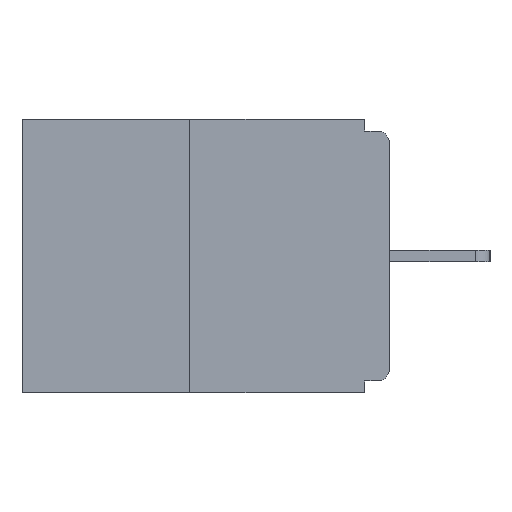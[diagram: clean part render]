
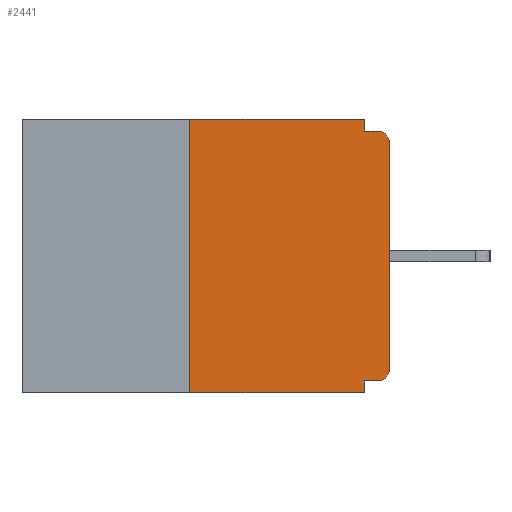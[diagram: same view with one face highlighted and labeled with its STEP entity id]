
A CAD part, left-side view. The second image highlights one B-rep face of the part: STEP entity #2441.
In plain terms, the highlighted planar face has unit normal (-1, 0, 0).
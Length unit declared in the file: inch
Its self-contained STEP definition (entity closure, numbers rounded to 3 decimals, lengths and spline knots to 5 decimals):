
#55 = VERTEX_POINT ( 'NONE', #5236 ) ;
#444 = LINE ( 'NONE', #9296, #2197 ) ;
#744 = PLANE ( 'NONE',  #1287 ) ;
#1131 = VECTOR ( 'NONE', #9782, 39.37008 ) ;
#1287 = AXIS2_PLACEMENT_3D ( 'NONE', #10956, #3516, #3590 ) ;
#1392 = CARTESIAN_POINT ( 'NONE',  ( 0., 0.031, -0.328 ) ) ;
#1544 = CARTESIAN_POINT ( 'NONE',  ( 0., 0., -0.015 ) ) ;
#1626 = EDGE_CURVE ( 'NONE', #7025, #55, #9265, .T. ) ;
#1675 = VERTEX_POINT ( 'NONE', #5837 ) ;
#1703 = CARTESIAN_POINT ( 'NONE',  ( 0., 0.031, -0.343 ) ) ;
#1874 = DIRECTION ( 'NONE',  ( 0., -1., 0. ) ) ;
#1989 = EDGE_CURVE ( 'NONE', #7025, #7695, #6510, .T. ) ;
#2019 = CARTESIAN_POINT ( 'NONE',  ( 0., 0., -0.313 ) ) ;
#2071 = CARTESIAN_POINT ( 'NONE',  ( 0., 0.015, -0.328 ) ) ;
#2117 = EDGE_CURVE ( 'NONE', #8973, #7695, #7115, .T. ) ;
#2169 = EDGE_LOOP ( 'NONE', ( #9421, #9456, #9540, #9667, #9684, #9692, #9713, #9737, #9829, #9953 ) ) ;
#2178 = VERTEX_POINT ( 'NONE', #8726 ) ;
#2196 = EDGE_CURVE ( 'NONE', #5466, #10773, #8177, .T. ) ;
#2197 = VECTOR ( 'NONE', #10714, 39.37008 ) ;
#2395 = VERTEX_POINT ( 'NONE', #2071 ) ;
#2441 = ADVANCED_FACE ( 'NONE', ( #3254 ), #744, .F. ) ;
#3254 = FACE_OUTER_BOUND ( 'NONE', #2169, .T. ) ;
#3516 = DIRECTION ( 'NONE',  ( 1., 0., 0. ) ) ;
#3590 = DIRECTION ( 'NONE',  ( 0., 0., -1. ) ) ;
#4234 = CARTESIAN_POINT ( 'NONE',  ( 0., 0.031, 0. ) ) ;
#4553 = DIRECTION ( 'NONE',  ( 0., 0., -1. ) ) ;
#4565 = DIRECTION ( 'NONE',  ( -1., 0., 0. ) ) ;
#4621 = CARTESIAN_POINT ( 'NONE',  ( 0., 0.015, -0.03 ) ) ;
#4773 = DIRECTION ( 'NONE',  ( 0., 0., -1. ) ) ;
#4917 = VECTOR ( 'NONE', #10225, 39.37008 ) ;
#5004 = EDGE_CURVE ( 'NONE', #2395, #5451, #6447, .T. ) ;
#5022 = LINE ( 'NONE', #7027, #8977 ) ;
#5226 = AXIS2_PLACEMENT_3D ( 'NONE', #9170, #7580, #4773 ) ;
#5236 = CARTESIAN_POINT ( 'NONE',  ( 0., 0.25, 0. ) ) ;
#5244 = AXIS2_PLACEMENT_3D ( 'NONE', #4621, #4565, #4553 ) ;
#5451 = VERTEX_POINT ( 'NONE', #2019 ) ;
#5466 = VERTEX_POINT ( 'NONE', #4234 ) ;
#5837 = CARTESIAN_POINT ( 'NONE',  ( 0., 0., -0.03 ) ) ;
#6005 = VECTOR ( 'NONE', #10313, 39.37008 ) ;
#6147 = EDGE_CURVE ( 'NONE', #2395, #8973, #8076, .T. ) ;
#6254 = VECTOR ( 'NONE', #6384, 39.37008 ) ;
#6384 = DIRECTION ( 'NONE',  ( 0., -1., 0. ) ) ;
#6409 = CARTESIAN_POINT ( 'NONE',  ( 0., 0.46, -0.343 ) ) ;
#6447 = CIRCLE ( 'NONE', #5226, 0.015 ) ;
#6510 = LINE ( 'NONE', #6409, #6254 ) ;
#6543 = EDGE_CURVE ( 'NONE', #10773, #2178, #8306, .T. ) ;
#6747 = EDGE_CURVE ( 'NONE', #1675, #2178, #9800, .T. ) ;
#7025 = VERTEX_POINT ( 'NONE', #8010 ) ;
#7027 = CARTESIAN_POINT ( 'NONE',  ( 0., 0.46, 0. ) ) ;
#7115 = LINE ( 'NONE', #10366, #4917 ) ;
#7565 = EDGE_CURVE ( 'NONE', #55, #5466, #5022, .T. ) ;
#7574 = EDGE_CURVE ( 'NONE', #5451, #1675, #444, .T. ) ;
#7580 = DIRECTION ( 'NONE',  ( -1., 0., 0. ) ) ;
#7695 = VERTEX_POINT ( 'NONE', #1703 ) ;
#7776 = DIRECTION ( 'NONE',  ( 0., -1., 0. ) ) ;
#8010 = CARTESIAN_POINT ( 'NONE',  ( 0., 0.25, -0.343 ) ) ;
#8064 = VECTOR ( 'NONE', #1874, 39.37008 ) ;
#8076 = LINE ( 'NONE', #10215, #6005 ) ;
#8177 = LINE ( 'NONE', #9498, #1131 ) ;
#8306 = LINE ( 'NONE', #1544, #8064 ) ;
#8726 = CARTESIAN_POINT ( 'NONE',  ( 0., 0.015, -0.015 ) ) ;
#8973 = VERTEX_POINT ( 'NONE', #1392 ) ;
#8977 = VECTOR ( 'NONE', #7776, 39.37008 ) ;
#9029 = VECTOR ( 'NONE', #9675, 39.37008 ) ;
#9132 = CARTESIAN_POINT ( 'NONE',  ( 0., 0.25, 0. ) ) ;
#9170 = CARTESIAN_POINT ( 'NONE',  ( 0., 0.015, -0.313 ) ) ;
#9265 = LINE ( 'NONE', #9132, #9029 ) ;
#9296 = CARTESIAN_POINT ( 'NONE',  ( 0., 0., 0. ) ) ;
#9421 = ORIENTED_EDGE ( 'NONE', *, *, #7565, .F. ) ;
#9456 = ORIENTED_EDGE ( 'NONE', *, *, #1626, .F. ) ;
#9498 = CARTESIAN_POINT ( 'NONE',  ( 0., 0.031, 0. ) ) ;
#9540 = ORIENTED_EDGE ( 'NONE', *, *, #1989, .T. ) ;
#9667 = ORIENTED_EDGE ( 'NONE', *, *, #2117, .F. ) ;
#9675 = DIRECTION ( 'NONE',  ( 0., 0., 1. ) ) ;
#9684 = ORIENTED_EDGE ( 'NONE', *, *, #6147, .F. ) ;
#9692 = ORIENTED_EDGE ( 'NONE', *, *, #5004, .T. ) ;
#9713 = ORIENTED_EDGE ( 'NONE', *, *, #7574, .T. ) ;
#9737 = ORIENTED_EDGE ( 'NONE', *, *, #6747, .T. ) ;
#9782 = DIRECTION ( 'NONE',  ( 0., 0., -1. ) ) ;
#9800 = CIRCLE ( 'NONE', #5244, 0.015 ) ;
#9805 = CARTESIAN_POINT ( 'NONE',  ( 0., 0.031, -0.015 ) ) ;
#9829 = ORIENTED_EDGE ( 'NONE', *, *, #6543, .F. ) ;
#9953 = ORIENTED_EDGE ( 'NONE', *, *, #2196, .F. ) ;
#10215 = CARTESIAN_POINT ( 'NONE',  ( 0., 0., -0.328 ) ) ;
#10225 = DIRECTION ( 'NONE',  ( 0., 0., -1. ) ) ;
#10313 = DIRECTION ( 'NONE',  ( 0., 1., 0. ) ) ;
#10366 = CARTESIAN_POINT ( 'NONE',  ( 0., 0.031, -0.343 ) ) ;
#10714 = DIRECTION ( 'NONE',  ( 0., 0., 1. ) ) ;
#10773 = VERTEX_POINT ( 'NONE', #9805 ) ;
#10956 = CARTESIAN_POINT ( 'NONE',  ( 0., 0.46, 0. ) ) ;
